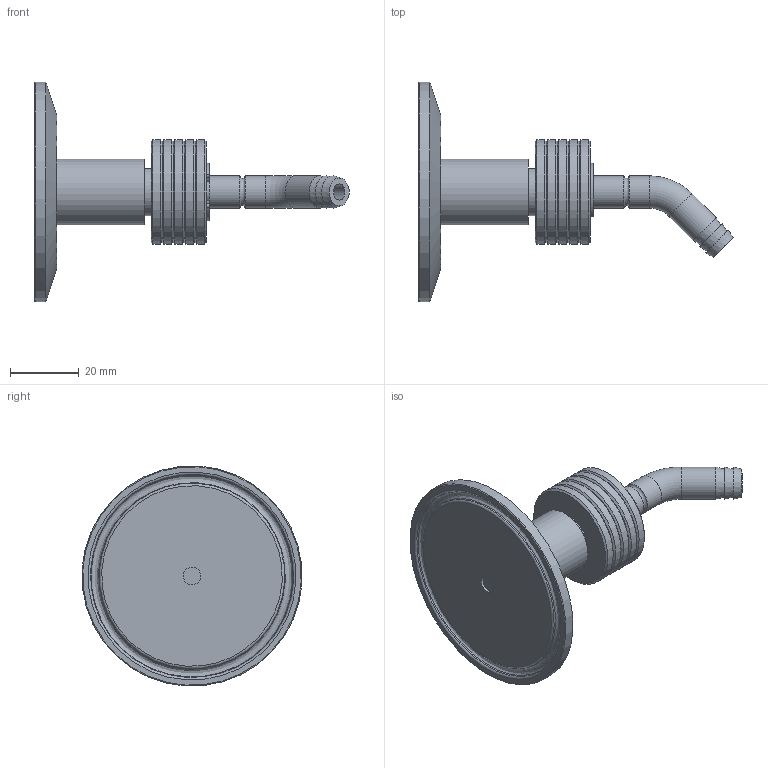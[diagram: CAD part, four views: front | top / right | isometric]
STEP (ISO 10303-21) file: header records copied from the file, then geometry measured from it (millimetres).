
FILE_DESCRIPTION((''),'2;1');
FILE_NAME('OFSV45F - 2.stp','2015-01-25T21:45:17',('Administrator'),(''),'Autodesk Inventor 2010','Autodesk Inventor 2010','');
FILE_SCHEMA(('AUTOMOTIVE_DESIGN { 1 0 10303 214 1 1 1 1 }'));
Length unit declared in the file: inch
Products named in the file (1): OFSV45F - 2_Shrinkwrap_1
Bounding box: 91.3 x 63.89 x 63.89 mm (x, y, z)
Surface area: 13572.4 mm2 (no closed solid volume)
Topology: 0 solids, 7 shells, 61 faces, 144 edges, 91 vertices
Faces by surface type: cylinder 22, plane 17, cone 16, torus 4, bspline 2
Full cylindrical faces by diameter (mm): 4.699 x1, 5.08 x1, 7.544 x1, 9.398 x3, 13.716 x1, 19.05 x1, 30.48 x5, 64.008 x1
Entity records: 1769 total; most frequent: CARTESIAN_POINT 377, DIRECTION 299, ORIENTED_EDGE 179, AXIS2_PLACEMENT_3D 135, EDGE_LOOP 106, EDGE_CURVE 104, VERTEX_POINT 87, CIRCLE 75
